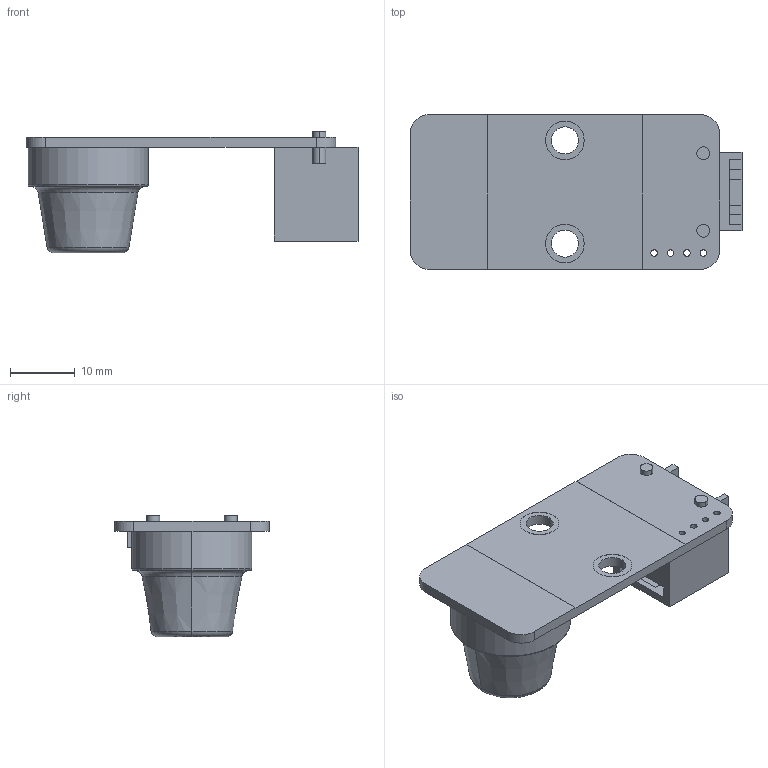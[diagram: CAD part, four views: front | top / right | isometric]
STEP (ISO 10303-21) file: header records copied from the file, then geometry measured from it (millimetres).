
FILE_DESCRIPTION (( 'STEP AP214' ), '1' );
FILE_NAME ('Me Gas Sensor(MQ2) V1.0.step', '2016-10-28T06:58:46', ( 'dell' ), ( '' ), 'SwSTEP 2.0', 'SolidWorks 2013', '' );
FILE_SCHEMA (( 'AUTOMOTIVE_DESIGN' ));
Length unit declared in the file: millimetre
Products named in the file (1): Me Gas Sensor(MQ2) V1.0
Bounding box: 51.46 x 24 x 18.8 mm (x, y, z)
Surface area: 4909.6 mm2 (no closed solid volume)
Topology: 0 solids, 3 shells, 120 faces, 363 edges, 244 vertices
Faces by surface type: plane 77, cylinder 35, torus 6, cone 2
Entity records: 5420 total; most frequent: CARTESIAN_POINT 728, DIRECTION 703, ORIENTED_EDGE 658, EDGE_CURVE 363, VECTOR 265, LINE 265, VERTEX_POINT 244, AXIS2_PLACEMENT_3D 219
